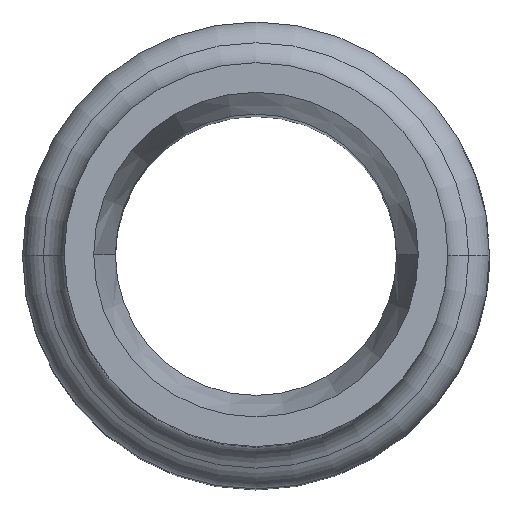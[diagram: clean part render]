
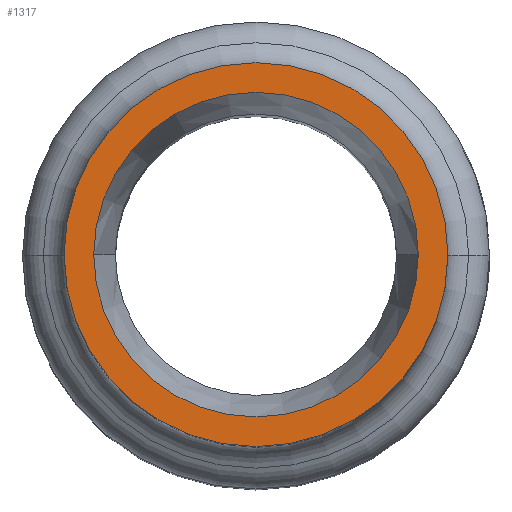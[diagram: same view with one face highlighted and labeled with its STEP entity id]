
A CAD part, top view. The second image highlights one B-rep face of the part: STEP entity #1317.
In plain terms, the highlighted planar face has unit normal (0, 0, 1).
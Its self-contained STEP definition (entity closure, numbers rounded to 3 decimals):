
#12 = CARTESIAN_POINT ( 'NONE',  ( -14.25, 0., 0. ) ) ;
#39 = CARTESIAN_POINT ( 'NONE',  ( 0., 15.25, 0. ) ) ;
#100 = CARTESIAN_POINT ( 'NONE',  ( 0., 0., 0. ) ) ;
#1317 = ADVANCED_FACE ( 'NONE', ( #19159, #20999 ), #14680, .F. ) ;
#1439 = DIRECTION ( 'NONE',  ( 1., 0., 0. ) ) ;
#1837 = DIRECTION ( 'NONE',  ( 0., 0., 1. ) ) ;
#2097 = AXIS2_PLACEMENT_3D ( 'NONE', #17454, #26051, #6755 ) ;
#4470 = AXIS2_PLACEMENT_3D ( 'NONE', #10545, #1837, #12672 ) ;
#5171 = AXIS2_PLACEMENT_3D ( 'NONE', #100, #12762, #15291 ) ;
#6755 = DIRECTION ( 'NONE',  ( 1., 0., 0. ) ) ;
#6789 = EDGE_CURVE ( 'NONE', #11397, #20857, #9646, .T. ) ;
#7367 = EDGE_LOOP ( 'NONE', ( #14129, #16861 ) ) ;
#9646 = CIRCLE ( 'NONE', #5171, 16.85 ) ;
#10304 = DIRECTION ( 'NONE',  ( -1., 0., 0. ) ) ;
#10545 = CARTESIAN_POINT ( 'NONE',  ( 0., 0., 0. ) ) ;
#11397 = VERTEX_POINT ( 'NONE', #24196 ) ;
#12672 = DIRECTION ( 'NONE',  ( 1., 0., 0. ) ) ;
#12762 = DIRECTION ( 'NONE',  ( 0., 0., 1. ) ) ;
#14129 = ORIENTED_EDGE ( 'NONE', *, *, #24581, .F. ) ;
#14680 = PLANE ( 'NONE',  #25804 ) ;
#14833 = CIRCLE ( 'NONE', #4470, 16.85 ) ;
#15291 = DIRECTION ( 'NONE',  ( 1., 0., 0. ) ) ;
#15705 = ORIENTED_EDGE ( 'NONE', *, *, #6789, .T. ) ;
#16770 = DIRECTION ( 'NONE',  ( 0., 0., 1. ) ) ;
#16861 = ORIENTED_EDGE ( 'NONE', *, *, #18425, .F. ) ;
#17267 = VERTEX_POINT ( 'NONE', #19282 ) ;
#17454 = CARTESIAN_POINT ( 'NONE',  ( 0., 0., 0. ) ) ;
#18370 = AXIS2_PLACEMENT_3D ( 'NONE', #20695, #16770, #1439 ) ;
#18425 = EDGE_CURVE ( 'NONE', #23664, #17267, #27318, .T. ) ;
#18435 = CIRCLE ( 'NONE', #18370, 14.25 ) ;
#19159 = FACE_BOUND ( 'NONE', #7367, .T. ) ;
#19282 = CARTESIAN_POINT ( 'NONE',  ( 14.25, 0., 0. ) ) ;
#20695 = CARTESIAN_POINT ( 'NONE',  ( 0., 0., 0. ) ) ;
#20857 = VERTEX_POINT ( 'NONE', #22415 ) ;
#20999 = FACE_OUTER_BOUND ( 'NONE', #26623, .T. ) ;
#22415 = CARTESIAN_POINT ( 'NONE',  ( 16.85, 0., 0. ) ) ;
#23615 = EDGE_CURVE ( 'NONE', #20857, #11397, #14833, .T. ) ;
#23664 = VERTEX_POINT ( 'NONE', #12 ) ;
#24086 = ORIENTED_EDGE ( 'NONE', *, *, #23615, .T. ) ;
#24196 = CARTESIAN_POINT ( 'NONE',  ( -16.85, 0., 0. ) ) ;
#24581 = EDGE_CURVE ( 'NONE', #17267, #23664, #18435, .T. ) ;
#25804 = AXIS2_PLACEMENT_3D ( 'NONE', #39, #27791, #10304 ) ;
#26051 = DIRECTION ( 'NONE',  ( 0., 0., 1. ) ) ;
#26623 = EDGE_LOOP ( 'NONE', ( #24086, #15705 ) ) ;
#27318 = CIRCLE ( 'NONE', #2097, 14.25 ) ;
#27791 = DIRECTION ( 'NONE',  ( 0., 0., -1. ) ) ;
